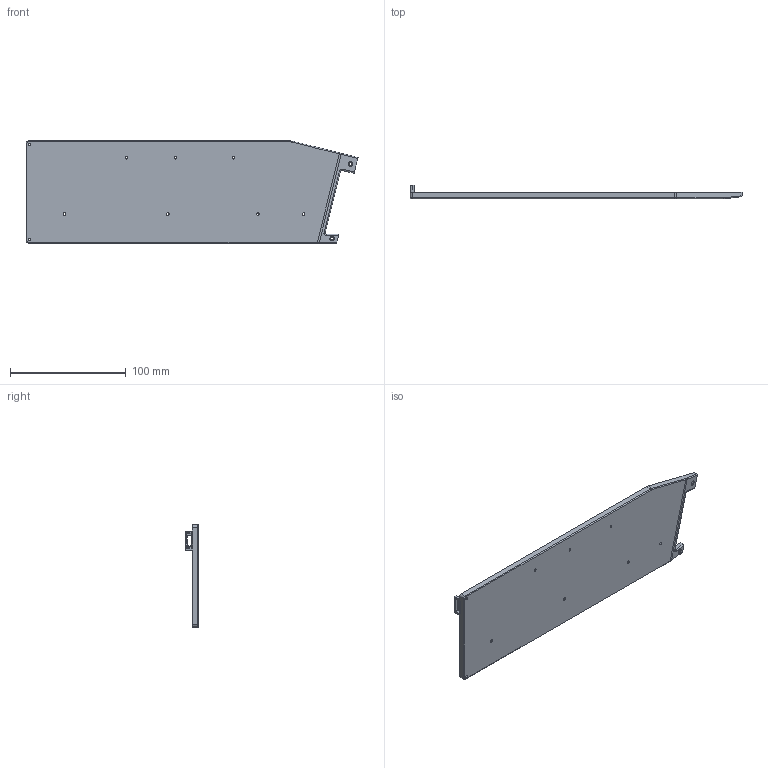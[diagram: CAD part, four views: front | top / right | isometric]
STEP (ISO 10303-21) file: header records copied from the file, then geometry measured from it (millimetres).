
FILE_DESCRIPTION(/* description */ (''),/* implementation_level */ '2;1');
FILE_NAME(/* name */ 'mid.step',/* time_stamp */ '2024-06-28T02:16:12+09:00',/* author */ (''),/* organization */ (''),/* preprocessor_version */ 'ST-DEVELOPER v20',/* originating_system */ 'Autodesk Translation Framework v13.14.0.145',/* authorisation */ '');
FILE_SCHEMA (('AUTOMOTIVE_DESIGN { 1 0 10303 214 3 1 1 }'));
Length unit declared in the file: millimetre
Products named in the file (1): 無題
Bounding box: 286.31 x 11.8 x 88 mm (x, y, z)
Volume: 57515.1 mm3; surface area: 53534.3 mm2
Topology: 1 solids, 1 shells, 104 faces, 265 edges, 164 vertices
Faces by surface type: cylinder 48, plane 37, torus 12, bspline 7
Full cylindrical faces by diameter (mm): 2.2 x11, 4 x2
Entity records: 3305 total; most frequent: CARTESIAN_POINT 643, DIRECTION 580, ORIENTED_EDGE 530, EDGE_CURVE 265, AXIS2_PLACEMENT_3D 217, VERTEX_POINT 164, LINE 146, VECTOR 146
